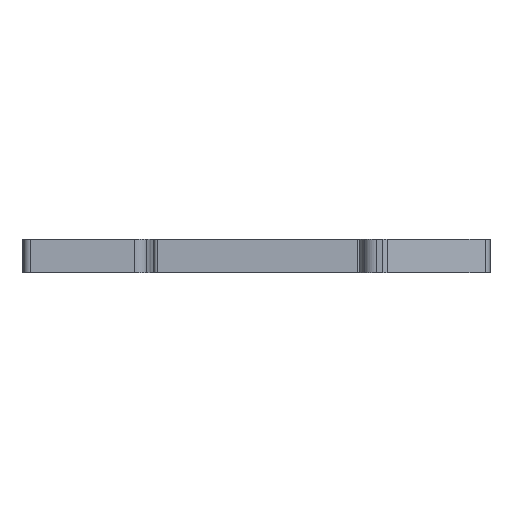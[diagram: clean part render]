
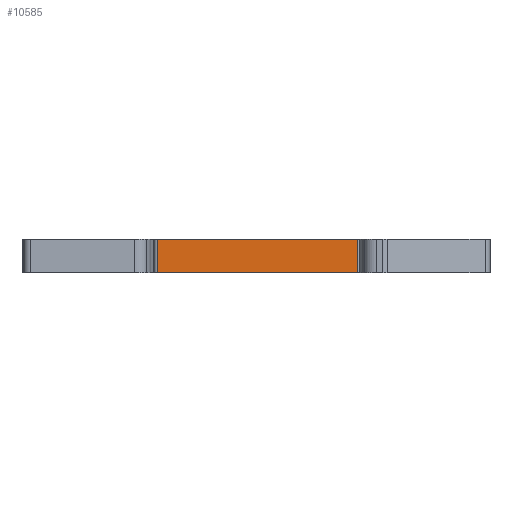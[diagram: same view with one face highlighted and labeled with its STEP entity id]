
A CAD part, front view. The second image highlights one B-rep face of the part: STEP entity #10585.
In plain terms, the highlighted planar face has unit normal (0, -1, 0).
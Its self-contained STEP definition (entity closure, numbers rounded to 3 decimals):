
#2639=DIRECTION('',(1.,0.,0.));
#2640=VECTOR('',#2639,30.895);
#2641=CARTESIAN_POINT('',(-14.895,-29.2,0.));
#2642=LINE('',#2641,#2640);
#2643=DIRECTION('',(0.,0.,-1.));
#2644=VECTOR('',#2643,5.2);
#2645=CARTESIAN_POINT('',(16.,-29.2,0.));
#2646=LINE('',#2645,#2644);
#2647=DIRECTION('',(-1.,0.,0.));
#2648=VECTOR('',#2647,30.895);
#2649=CARTESIAN_POINT('',(16.,-29.2,-5.2));
#2650=LINE('',#2649,#2648);
#2651=DIRECTION('',(0.,0.,-1.));
#2652=VECTOR('',#2651,5.2);
#2653=CARTESIAN_POINT('',(-14.895,-29.2,0.));
#2654=LINE('',#2653,#2652);
#6404=CARTESIAN_POINT('',(16.,-29.2,0.));
#6405=VERTEX_POINT('',#6404);
#6406=CARTESIAN_POINT('',(-14.895,-29.2,0.));
#6407=VERTEX_POINT('',#6406);
#6802=CARTESIAN_POINT('',(-14.895,-29.2,-5.2));
#6803=VERTEX_POINT('',#6802);
#6804=CARTESIAN_POINT('',(16.,-29.2,-5.2));
#6805=VERTEX_POINT('',#6804);
#10573=CARTESIAN_POINT('',(0.552,-29.2,-2.6));
#10574=DIRECTION('',(0.,1.,0.));
#10575=DIRECTION('',(1.,0.,0.));
#10576=AXIS2_PLACEMENT_3D('',#10573,#10574,#10575);
#10577=PLANE('',#10576);
#10578=ORIENTED_EDGE('',*,*,#8549,.T.);
#10579=ORIENTED_EDGE('',*,*,#10568,.T.);
#10580=ORIENTED_EDGE('',*,*,#9711,.T.);
#10582=ORIENTED_EDGE('',*,*,#10581,.F.);
#10583=EDGE_LOOP('',(#10578,#10579,#10580,#10582));
#10584=FACE_OUTER_BOUND('',#10583,.F.);
#8549=EDGE_CURVE('',#6407,#6405,#2642,.T.);
#9711=EDGE_CURVE('',#6805,#6803,#2650,.T.);
#10568=EDGE_CURVE('',#6405,#6805,#2646,.T.);
#10581=EDGE_CURVE('',#6407,#6803,#2654,.T.);
#10585=ADVANCED_FACE('',(#10584),#10577,.F.);
